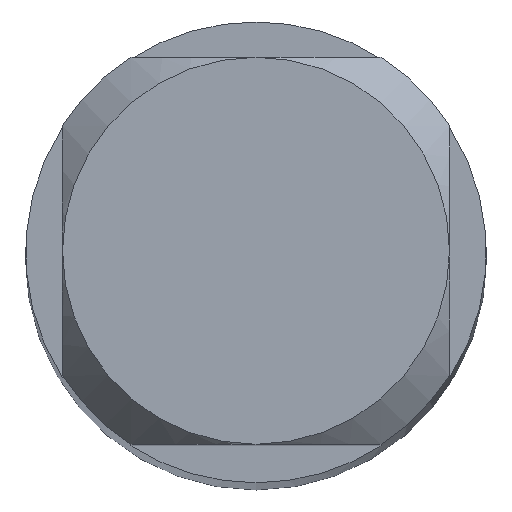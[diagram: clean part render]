
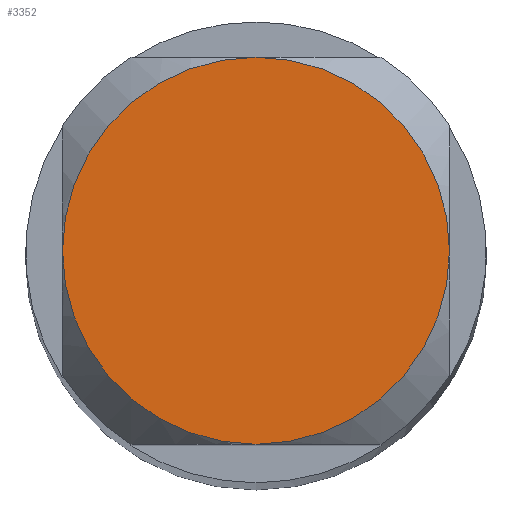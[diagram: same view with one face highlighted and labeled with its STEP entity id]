
A CAD part, top view. The second image highlights one B-rep face of the part: STEP entity #3352.
In plain terms, the highlighted planar face has unit normal (0, 0, 1).
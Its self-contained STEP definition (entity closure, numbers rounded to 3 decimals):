
#2374=VERTEX_POINT('',#6217);
#3108=VERTEX_POINT('',#7017);
#3352=ADVANCED_FACE('',(#7283),#7284,.T.);
#4564=EDGE_CURVE('',#2374,#5372,#8602,.T.);
#4726=EDGE_CURVE('',#5422,#2374,#8779,.T.);
#5152=EDGE_CURVE('',#5372,#3108,#9245,.T.);
#5372=VERTEX_POINT('',#9488);
#5422=VERTEX_POINT('',#9539);
#5480=EDGE_CURVE('',#3108,#5422,#9602,.T.);
#6217=CARTESIAN_POINT('',(0.0,-1.05,0.0));
#7017=CARTESIAN_POINT('',(0.0,1.05,0.0));
#7283=FACE_OUTER_BOUND('',#13140,.T.);
#7284=PLANE('',#13141);
#8602=CIRCLE('',#16753,1.05);
#8779=CIRCLE('',#17085,1.05);
#9245=CIRCLE('',#18100,1.05);
#9488=CARTESIAN_POINT('',(-1.05,0.0,0.0));
#9539=CARTESIAN_POINT('',(1.05,0.0,0.0));
#9602=CIRCLE('',#18940,1.05);
#13140=EDGE_LOOP('',(#21084,#21085,#21086,#21087));
#13141=AXIS2_PLACEMENT_3D('',#21088,#21089,#21090);
#16753=AXIS2_PLACEMENT_3D('',#22742,#22743,#22744);
#17085=AXIS2_PLACEMENT_3D('',#22929,#22930,#22931);
#18100=AXIS2_PLACEMENT_3D('',#23421,#23422,#23423);
#18940=AXIS2_PLACEMENT_3D('',#23769,#23770,#23771);
#21084=ORIENTED_EDGE('',*,*,#5480,.F.);
#21085=ORIENTED_EDGE('',*,*,#5152,.F.);
#21086=ORIENTED_EDGE('',*,*,#4564,.F.);
#21087=ORIENTED_EDGE('',*,*,#4726,.F.);
#21088=CARTESIAN_POINT('',(0.0,0.525,0.0));
#21089=DIRECTION('',(-0.0,0.0,1.0));
#21090=DIRECTION('',(0.0,-1.0,0.0));
#22742=CARTESIAN_POINT('',(0.0,0.0,0.0));
#22743=DIRECTION('',(0.0,0.0,-1.0));
#22744=DIRECTION('',(0.0,1.0,0.0));
#22929=CARTESIAN_POINT('',(0.0,0.0,0.0));
#22930=DIRECTION('',(0.0,0.0,-1.0));
#22931=DIRECTION('',(0.0,1.0,0.0));
#23421=CARTESIAN_POINT('',(0.0,0.0,0.0));
#23422=DIRECTION('',(0.0,0.0,-1.0));
#23423=DIRECTION('',(0.0,1.0,0.0));
#23769=CARTESIAN_POINT('',(0.0,0.0,0.0));
#23770=DIRECTION('',(0.0,0.0,-1.0));
#23771=DIRECTION('',(0.0,1.0,0.0));
